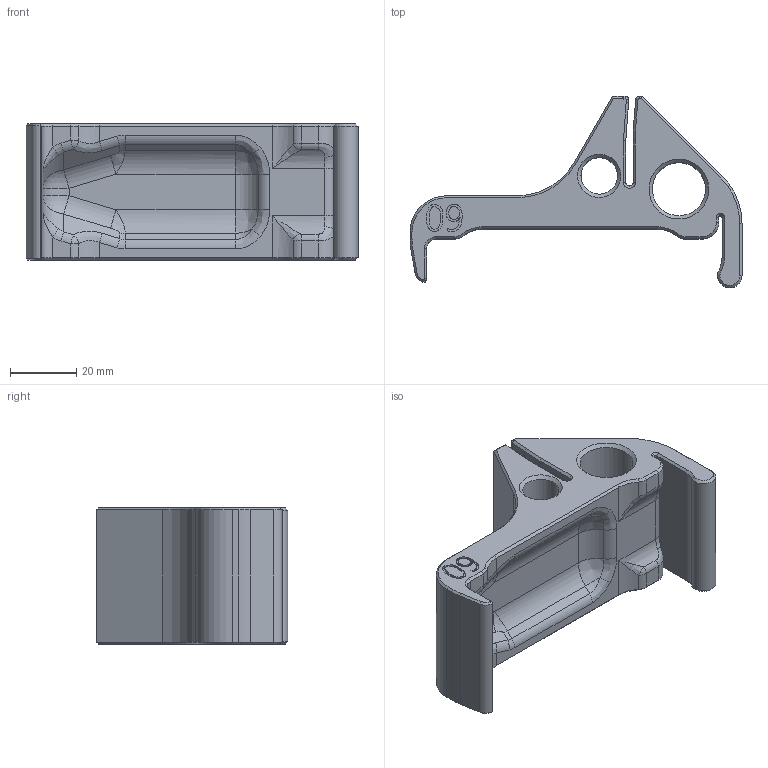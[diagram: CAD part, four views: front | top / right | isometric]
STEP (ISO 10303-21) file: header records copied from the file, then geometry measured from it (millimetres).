
FILE_DESCRIPTION(/* description */ (''),/* implementation_level */ '2;1');
FILE_NAME(/* name */ 'BottomMaskBracket-F3-01_009.step',/* time_stamp */ '2021-03-14T13:08:26-04:00',/* author */ (''),/* organization */ (''),/* preprocessor_version */ 'ST-DEVELOPER v18.1',/* originating_system */ 'Autodesk Translation Framework v9.7.1.1290',/* authorisation */ '');
FILE_SCHEMA (('AUTOMOTIVE_DESIGN { 1 0 10303 214 3 1 1 }'));
Length unit declared in the file: millimetre
Products named in the file (1): (Unsaved)
Bounding box: 100 x 57.67 x 41 mm (x, y, z)
Volume: 66158.6 mm3; surface area: 22062.2 mm2
Topology: 1 solids, 1 shells, 262 faces, 645 edges, 383 vertices
Faces by surface type: plane 82, bspline 73, cylinder 54, cone 47, sphere 4, torus 2
Full cylindrical faces by diameter (mm): 11 x1, 16 x1
Entity records: 8625 total; most frequent: CARTESIAN_POINT 2843, ORIENTED_EDGE 1274, DIRECTION 1059, EDGE_CURVE 637, VERTEX_POINT 381, AXIS2_PLACEMENT_3D 361, LINE 337, VECTOR 337
